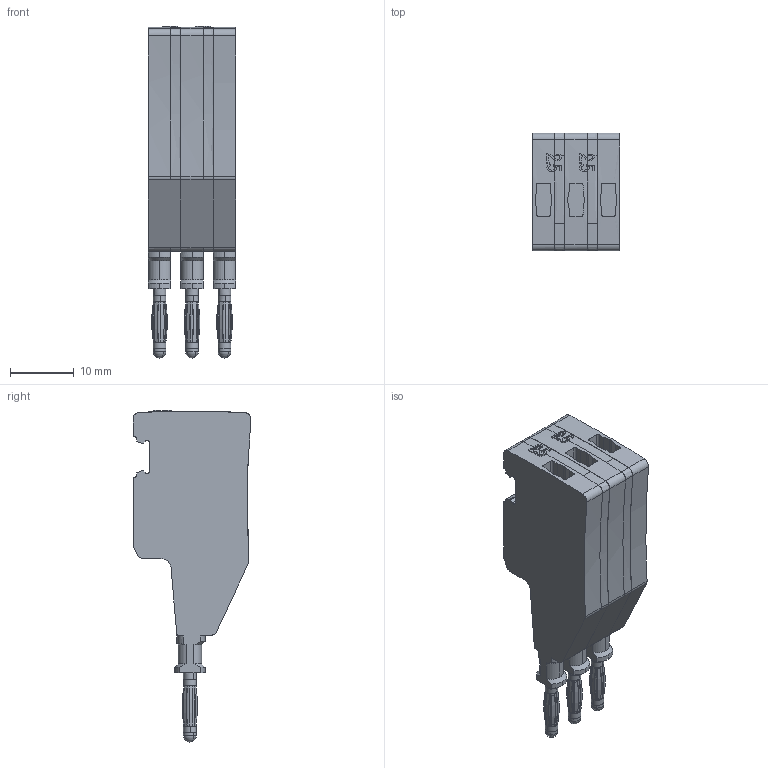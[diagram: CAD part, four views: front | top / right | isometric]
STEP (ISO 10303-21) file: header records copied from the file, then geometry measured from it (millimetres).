
FILE_DESCRIPTION(('CATIA V5R24 STEP','CAx-IF Rec.Pracs.--- Model Styling and Organization---1.2---2011-12-15'),'2;1');
FILE_NAME ('9155361_2', '2017-07-31T06:25:49+00:00', ('Weidmueller Interface'), ('Weidmueller'), 'CATIA Version 5-6 Release 2014 SP4 HF52', 'CATIA V5 STEP AP214', 'none');
FILE_SCHEMA(('AUTOMOTIVE_DESIGN { 1 0 10303 214 1 1 1 1 }'));
Length unit declared in the file: millimetre
Products named in the file (1): 2041190000_ATPG_2-5_3
Bounding box: 13.71 x 18.48 x 52.12 mm (x, y, z)
Volume: 7004.8 mm3; surface area: 5584.8 mm2
Topology: 5 solids, 5 shells, 758 faces, 2153 edges, 1417 vertices
Faces by surface type: plane 382, cylinder 202, extrusion 110, cone 36, torus 16, sphere 12
Entity records: 27342 total; most frequent: CARTESIAN_POINT 8521, ORIENTED_EDGE 4282, DIRECTION 2788, EDGE_CURVE 2141, VERTEX_POINT 1417, VECTOR 1270, LINE 1160, AXIS2_PLACEMENT_3D 987
